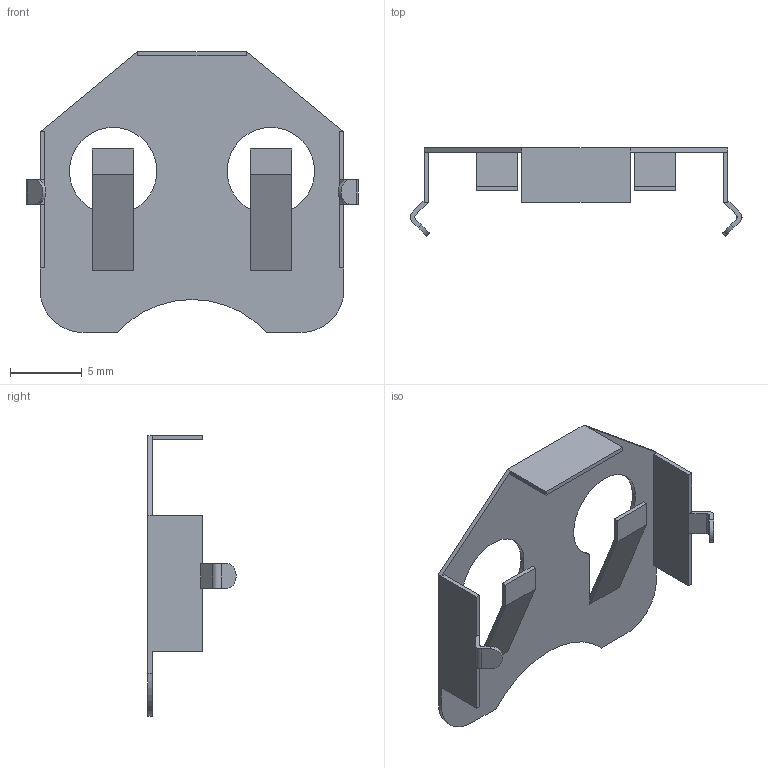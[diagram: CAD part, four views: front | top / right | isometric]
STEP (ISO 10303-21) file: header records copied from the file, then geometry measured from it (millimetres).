
FILE_DESCRIPTION (( 'STEP AP203' ), '1' );
FILE_NAME ('CR_2032_Battery_Contact.STEP', '2018-10-28T10:24:09', ( '' ), ( '' ), 'SwSTEP 2.0', 'SolidWorks 2018', '' );
FILE_SCHEMA (( 'CONFIG_CONTROL_DESIGN' ));
Length unit declared in the file: millimetre
Products named in the file (1): CR_2032_Battery_Contact
Bounding box: 23.16 x 6.16 x 19.6 mm (x, y, z)
Volume: 128.2 mm3; surface area: 917.9 mm2
Topology: 1 solids, 1 shells, 69 faces, 189 edges, 122 vertices
Faces by surface type: plane 53, cylinder 16
Entity records: 2244 total; most frequent: CARTESIAN_POINT 381, ORIENTED_EDGE 378, DIRECTION 361, EDGE_CURVE 189, VECTOR 157, LINE 157, VERTEX_POINT 122, AXIS2_PLACEMENT_3D 102
